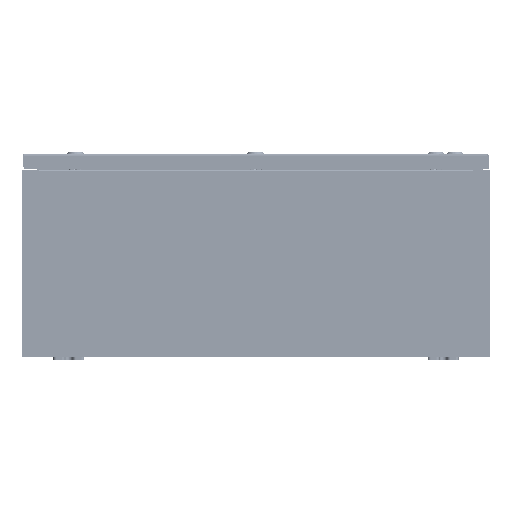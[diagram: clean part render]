
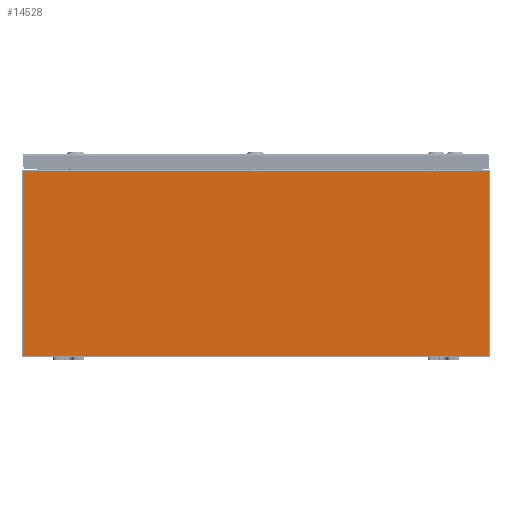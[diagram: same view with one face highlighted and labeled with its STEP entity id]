
A CAD part, front view. The second image highlights one B-rep face of the part: STEP entity #14528.
In plain terms, the highlighted face is planar.
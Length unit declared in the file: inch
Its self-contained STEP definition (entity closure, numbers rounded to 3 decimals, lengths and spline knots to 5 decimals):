
#490 = ORIENTED_EDGE ( 'NONE', *, *, #12916, .T. ) ;
#754 = CARTESIAN_POINT ( 'NONE',  ( 13.92455, 0., 0. ) ) ;
#1466 = VERTEX_POINT ( 'NONE', #32266 ) ;
#1970 = VECTOR ( 'NONE', #31194, 39.37008 ) ;
#3254 = CARTESIAN_POINT ( 'NONE',  ( 13.92455, 0., 5.9253 ) ) ;
#3932 = LINE ( 'NONE', #44806, #29363 ) ;
#4315 = CARTESIAN_POINT ( 'NONE',  ( -13.90588, 0., 5.87495 ) ) ;
#4443 = CARTESIAN_POINT ( 'NONE',  ( 14.9253, 0., 5.9253 ) ) ;
#6334 = DIRECTION ( 'NONE',  ( 0., 0., -1. ) ) ;
#6622 = DIRECTION ( 'NONE',  ( 0., -1., 0. ) ) ;
#8401 = VERTEX_POINT ( 'NONE', #42546 ) ;
#9070 = DIRECTION ( 'NONE',  ( 0., 0., 1. ) ) ;
#9414 = DIRECTION ( 'NONE',  ( 0., 0., -1. ) ) ;
#10005 = VECTOR ( 'NONE', #6334, 39.37008 ) ;
#10917 = CARTESIAN_POINT ( 'NONE',  ( 13.8872, 0., 5.9123 ) ) ;
#11340 = DIRECTION ( 'NONE',  ( 0., 1., 0. ) ) ;
#12456 = LINE ( 'NONE', #49760, #51480 ) ;
#12916 = EDGE_CURVE ( 'NONE', #47872, #13709, #26083, .T. ) ;
#13709 = VERTEX_POINT ( 'NONE', #51187 ) ;
#13897 = DIRECTION ( 'NONE',  ( -1., 0., 0. ) ) ;
#14528 = ADVANCED_FACE ( 'NONE', ( #41186 ), #37136, .F. ) ;
#15125 = EDGE_CURVE ( 'NONE', #52838, #42888, #23482, .T. ) ;
#15398 = ORIENTED_EDGE ( 'NONE', *, *, #65218, .T. ) ;
#15619 = CARTESIAN_POINT ( 'NONE',  ( 13.8872, 0., 0. ) ) ;
#16163 = ORIENTED_EDGE ( 'NONE', *, *, #15125, .F. ) ;
#16945 = LINE ( 'NONE', #26437, #57574 ) ;
#17566 = ORIENTED_EDGE ( 'NONE', *, *, #48152, .T. ) ;
#18695 = EDGE_CURVE ( 'NONE', #51829, #47872, #12456, .T. ) ;
#19078 = DIRECTION ( 'NONE',  ( 1., 0., 0. ) ) ;
#19381 = CARTESIAN_POINT ( 'NONE',  ( -14.9253, 0., 5.9253 ) ) ;
#20916 = LINE ( 'NONE', #42703, #47990 ) ;
#20934 = DIRECTION ( 'NONE',  ( 0., 0., 1. ) ) ;
#20999 = ORIENTED_EDGE ( 'NONE', *, *, #64108, .F. ) ;
#21055 = CARTESIAN_POINT ( 'NONE',  ( -13.92455, 0., 5.87495 ) ) ;
#21301 = AXIS2_PLACEMENT_3D ( 'NONE', #4315, #39964, #9414 ) ;
#21690 = CARTESIAN_POINT ( 'NONE',  ( 0., 0., 0. ) ) ;
#21867 = EDGE_CURVE ( 'NONE', #8401, #26981, #28156, .T. ) ;
#22284 = DIRECTION ( 'NONE',  ( 0., 0., -1. ) ) ;
#23482 = LINE ( 'NONE', #62187, #10005 ) ;
#23909 = VERTEX_POINT ( 'NONE', #4443 ) ;
#25120 = ORIENTED_EDGE ( 'NONE', *, *, #18695, .T. ) ;
#25653 = VERTEX_POINT ( 'NONE', #10917 ) ;
#25941 = CARTESIAN_POINT ( 'NONE',  ( -14.9253, 0., 5.9253 ) ) ;
#26083 = LINE ( 'NONE', #19381, #65138 ) ;
#26437 = CARTESIAN_POINT ( 'NONE',  ( -13.92455, 0., 0. ) ) ;
#26981 = VERTEX_POINT ( 'NONE', #27445 ) ;
#27445 = CARTESIAN_POINT ( 'NONE',  ( 13.8872, 0., 5.87495 ) ) ;
#28156 = CIRCLE ( 'NONE', #44593, 0.01867 ) ;
#29109 = LINE ( 'NONE', #54835, #42731 ) ;
#29363 = VECTOR ( 'NONE', #55036, 39.37008 ) ;
#30353 = ORIENTED_EDGE ( 'NONE', *, *, #38441, .T. ) ;
#31194 = DIRECTION ( 'NONE',  ( 0., 0., -1. ) ) ;
#32266 = CARTESIAN_POINT ( 'NONE',  ( 14.9253, 0., -5.9253 ) ) ;
#32596 = CARTESIAN_POINT ( 'NONE',  ( 14.9253, 0., 5.9253 ) ) ;
#33736 = CARTESIAN_POINT ( 'NONE',  ( -14.9253, 0., -5.9253 ) ) ;
#34711 = VECTOR ( 'NONE', #20934, 39.37008 ) ;
#36734 = DIRECTION ( 'NONE',  ( 0., 0., 1. ) ) ;
#37136 = PLANE ( 'NONE',  #65129 ) ;
#37648 = VECTOR ( 'NONE', #22284, 39.37008 ) ;
#38441 = EDGE_CURVE ( 'NONE', #57970, #23909, #3932, .T. ) ;
#39585 = ORIENTED_EDGE ( 'NONE', *, *, #21867, .F. ) ;
#39964 = DIRECTION ( 'NONE',  ( 0., 1., 0. ) ) ;
#40345 = CARTESIAN_POINT ( 'NONE',  ( -13.8872, 0., 5.9123 ) ) ;
#41186 = FACE_OUTER_BOUND ( 'NONE', #46348, .T. ) ;
#41885 = CARTESIAN_POINT ( 'NONE',  ( 13.90588, 0., 5.87495 ) ) ;
#42283 = DIRECTION ( 'NONE',  ( 0., 0., -1. ) ) ;
#42546 = CARTESIAN_POINT ( 'NONE',  ( 13.92455, 0., 5.87495 ) ) ;
#42703 = CARTESIAN_POINT ( 'NONE',  ( -13.8872, 0., 5.9123 ) ) ;
#42731 = VECTOR ( 'NONE', #13897, 39.37008 ) ;
#42888 = VERTEX_POINT ( 'NONE', #57210 ) ;
#43141 = DIRECTION ( 'NONE',  ( 1., 0., 0. ) ) ;
#44188 = LINE ( 'NONE', #754, #1970 ) ;
#44593 = AXIS2_PLACEMENT_3D ( 'NONE', #41885, #11340, #46924 ) ;
#44806 = CARTESIAN_POINT ( 'NONE',  ( -14.9253, 0., 5.9253 ) ) ;
#46348 = EDGE_LOOP ( 'NONE', ( #47110, #20999, #16163, #52740, #65481, #39585, #55482, #30353, #15398, #17566, #25120, #490 ) ) ;
#46924 = DIRECTION ( 'NONE',  ( 0., 0., -1. ) ) ;
#47110 = ORIENTED_EDGE ( 'NONE', *, *, #53110, .F. ) ;
#47872 = VERTEX_POINT ( 'NONE', #25941 ) ;
#47990 = VECTOR ( 'NONE', #43141, 39.37008 ) ;
#48152 = EDGE_CURVE ( 'NONE', #1466, #51829, #29109, .T. ) ;
#48189 = LINE ( 'NONE', #15619, #34711 ) ;
#48816 = CIRCLE ( 'NONE', #21301, 0.01867 ) ;
#49760 = CARTESIAN_POINT ( 'NONE',  ( -14.9253, 0., 5.9253 ) ) ;
#51187 = CARTESIAN_POINT ( 'NONE',  ( -13.92455, 0., 5.9253 ) ) ;
#51329 = EDGE_CURVE ( 'NONE', #57970, #8401, #44188, .T. ) ;
#51480 = VECTOR ( 'NONE', #9070, 39.37008 ) ;
#51829 = VERTEX_POINT ( 'NONE', #33736 ) ;
#52740 = ORIENTED_EDGE ( 'NONE', *, *, #64632, .T. ) ;
#52838 = VERTEX_POINT ( 'NONE', #40345 ) ;
#53110 = EDGE_CURVE ( 'NONE', #56022, #13709, #16945, .T. ) ;
#54835 = CARTESIAN_POINT ( 'NONE',  ( -14.9253, 0., -5.9253 ) ) ;
#55036 = DIRECTION ( 'NONE',  ( 1., 0., 0. ) ) ;
#55482 = ORIENTED_EDGE ( 'NONE', *, *, #51329, .F. ) ;
#56022 = VERTEX_POINT ( 'NONE', #21055 ) ;
#57210 = CARTESIAN_POINT ( 'NONE',  ( -13.8872, 0., 5.87495 ) ) ;
#57574 = VECTOR ( 'NONE', #36734, 39.37008 ) ;
#57970 = VERTEX_POINT ( 'NONE', #3254 ) ;
#61803 = EDGE_CURVE ( 'NONE', #26981, #25653, #48189, .T. ) ;
#62187 = CARTESIAN_POINT ( 'NONE',  ( -13.8872, 0., 0. ) ) ;
#64108 = EDGE_CURVE ( 'NONE', #42888, #56022, #48816, .T. ) ;
#64632 = EDGE_CURVE ( 'NONE', #52838, #25653, #20916, .T. ) ;
#64683 = LINE ( 'NONE', #32596, #37648 ) ;
#65129 = AXIS2_PLACEMENT_3D ( 'NONE', #21690, #6622, #42283 ) ;
#65138 = VECTOR ( 'NONE', #19078, 39.37008 ) ;
#65218 = EDGE_CURVE ( 'NONE', #23909, #1466, #64683, .T. ) ;
#65481 = ORIENTED_EDGE ( 'NONE', *, *, #61803, .F. ) ;
